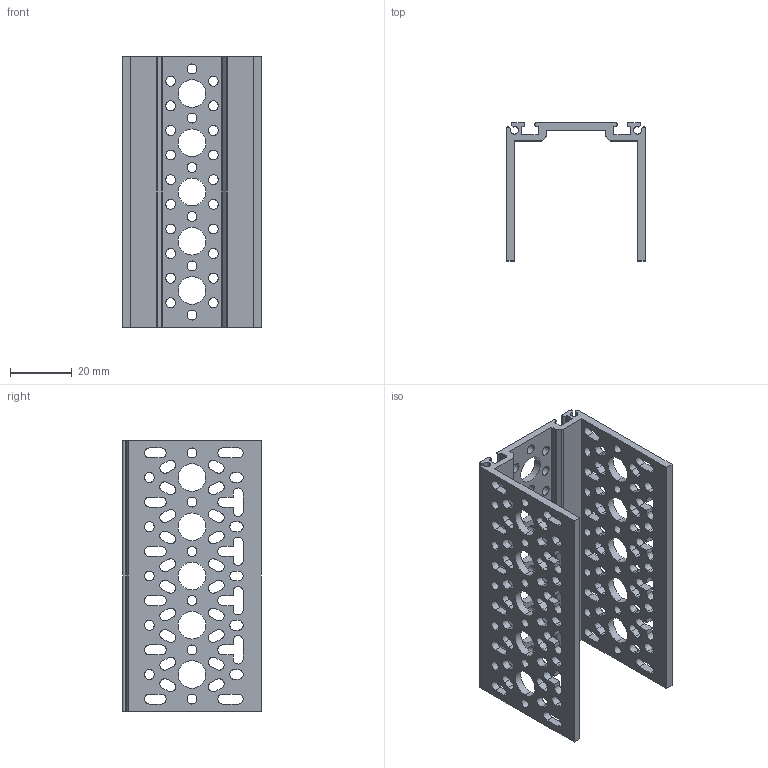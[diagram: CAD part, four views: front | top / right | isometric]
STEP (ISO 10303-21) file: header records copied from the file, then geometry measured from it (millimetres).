
FILE_DESCRIPTION (( 'STEP AP203' ), '1' );
FILE_NAME ('REV-41-1752.STEP', '2019-07-11T18:45:46', ( '' ), ( '' ), 'SwSTEP 2.0', 'SolidWorks 2018', '' );
FILE_SCHEMA (( 'CONFIG_CONTROL_DESIGN' ));
Length unit declared in the file: millimetre
Products named in the file (1): REV-41-1752
Bounding box: 45 x 45 x 88 mm (x, y, z)
Volume: 23069.9 mm3; surface area: 26943.2 mm2
Topology: 1 solids, 1 shells, 568 faces, 1698 edges, 1132 vertices
Faces by surface type: cylinder 360, plane 208
Entity records: 20047 total; most frequent: DIRECTION 3556, CARTESIAN_POINT 3399, ORIENTED_EDGE 3396, EDGE_CURVE 1698, AXIS2_PLACEMENT_3D 1289, VERTEX_POINT 1132, VECTOR 978, LINE 978
